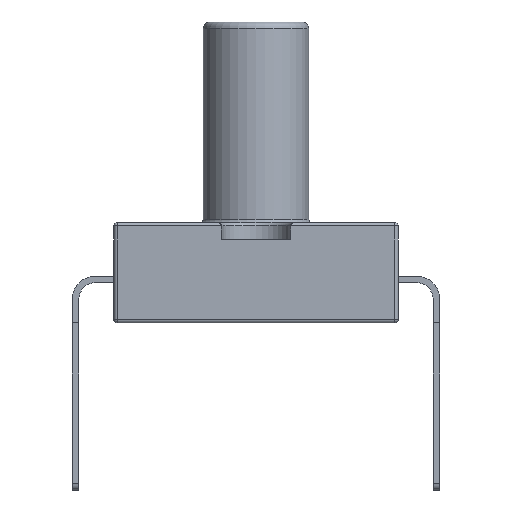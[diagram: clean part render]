
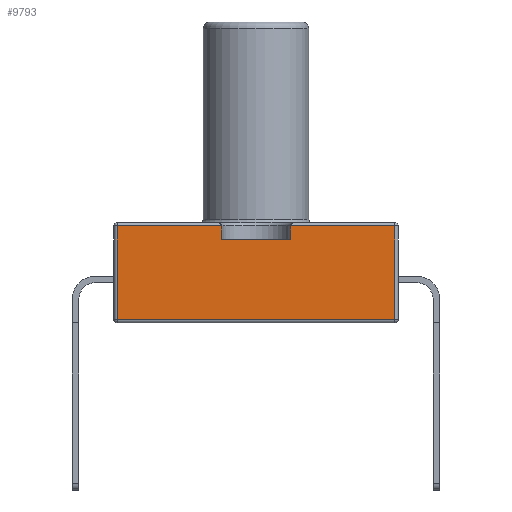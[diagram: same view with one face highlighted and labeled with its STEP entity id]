
A CAD part, left-side view. The second image highlights one B-rep face of the part: STEP entity #9793.
In plain terms, the highlighted planar face has unit normal (-1, 0, 0).
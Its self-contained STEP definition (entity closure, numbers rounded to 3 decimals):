
#9414 = CYLINDRICAL_SURFACE('',#9415,0.1);
#9415 = AXIS2_PLACEMENT_3D('',#9416,#9417,#9418);
#9416 = CARTESIAN_POINT('',(-4.155,3.53,3.
    ));
#9417 = DIRECTION('',(0.,0.,-1.));
#9418 = DIRECTION('',(0.,-1.,-0.));
#9793 = ADVANCED_FACE('',(#9794),#9808,.F.);
#9794 = FACE_BOUND('',#9795,.T.);
#9795 = EDGE_LOOP('',(#9796,#9831,#9859,#9882,#9910,#9938,#9966,#9989));
#9796 = ORIENTED_EDGE('',*,*,#9797,.T.);
#9797 = EDGE_CURVE('',#9798,#9800,#9802,.T.);
#9798 = VERTEX_POINT('',#9799);
#9799 = CARTESIAN_POINT('',(-4.255,0.414,2.5));
#9800 = VERTEX_POINT('',#9801);
#9801 = CARTESIAN_POINT('',(-4.255,0.414,2.9));
#9802 = SURFACE_CURVE('',#9803,(#9807,#9819),.PCURVE_S1.);
#9803 = LINE('',#9804,#9805);
#9804 = CARTESIAN_POINT('',(-4.255,0.414,2.5));
#9805 = VECTOR('',#9806,1.);
#9806 = DIRECTION('',(0.,0.,1.));
#9807 = PCURVE('',#9808,#9813);
#9808 = PLANE('',#9809);
#9809 = AXIS2_PLACEMENT_3D('',#9810,#9811,#9812);
#9810 = CARTESIAN_POINT('',(-4.255,-4.87,3.));
#9811 = DIRECTION('',(1.,0.,0.));
#9812 = DIRECTION('',(0.,0.,-1.));
#9813 = DEFINITIONAL_REPRESENTATION('',(#9814),#9818);
#9814 = LINE('',#9815,#9816);
#9815 = CARTESIAN_POINT('',(0.5,5.284));
#9816 = VECTOR('',#9817,1.);
#9817 = DIRECTION('',(-1.,0.));
#9818 = ( GEOMETRIC_REPRESENTATION_CONTEXT(2) 
PARAMETRIC_REPRESENTATION_CONTEXT() REPRESENTATION_CONTEXT('2D SPACE',''
  ) );
#9819 = PCURVE('',#9820,#9825);
#9820 = CYLINDRICAL_SURFACE('',#9821,1.034);
#9821 = AXIS2_PLACEMENT_3D('',#9822,#9823,#9824);
#9822 = CARTESIAN_POINT('',(-4.255,-0.62,2.5));
#9823 = DIRECTION('',(0.,0.,1.));
#9824 = DIRECTION('',(0.,1.,-0.));
#9825 = DEFINITIONAL_REPRESENTATION('',(#9826),#9830);
#9826 = LINE('',#9827,#9828);
#9827 = CARTESIAN_POINT('',(6.283,0.));
#9828 = VECTOR('',#9829,1.);
#9829 = DIRECTION('',(0.,1.));
#9830 = ( GEOMETRIC_REPRESENTATION_CONTEXT(2) 
PARAMETRIC_REPRESENTATION_CONTEXT() REPRESENTATION_CONTEXT('2D SPACE',''
  ) );
#9831 = ORIENTED_EDGE('',*,*,#9832,.T.);
#9832 = EDGE_CURVE('',#9800,#9833,#9835,.T.);
#9833 = VERTEX_POINT('',#9834);
#9834 = CARTESIAN_POINT('',(-4.255,3.53,2.9));
#9835 = SURFACE_CURVE('',#9836,(#9840,#9847),.PCURVE_S1.);
#9836 = LINE('',#9837,#9838);
#9837 = CARTESIAN_POINT('',(-4.255,3.63,2.9));
#9838 = VECTOR('',#9839,1.);
#9839 = DIRECTION('',(0.,1.,0.));
#9840 = PCURVE('',#9808,#9841);
#9841 = DEFINITIONAL_REPRESENTATION('',(#9842),#9846);
#9842 = LINE('',#9843,#9844);
#9843 = CARTESIAN_POINT('',(0.1,8.5));
#9844 = VECTOR('',#9845,1.);
#9845 = DIRECTION('',(0.,1.));
#9846 = ( GEOMETRIC_REPRESENTATION_CONTEXT(2) 
PARAMETRIC_REPRESENTATION_CONTEXT() REPRESENTATION_CONTEXT('2D SPACE',''
  ) );
#9847 = PCURVE('',#9848,#9853);
#9848 = CYLINDRICAL_SURFACE('',#9849,0.1);
#9849 = AXIS2_PLACEMENT_3D('',#9850,#9851,#9852);
#9850 = CARTESIAN_POINT('',(-4.155,-0.62,
    2.9));
#9851 = DIRECTION('',(0.,1.,0.));
#9852 = DIRECTION('',(0.,0.,-1.));
#9853 = DEFINITIONAL_REPRESENTATION('',(#9854),#9858);
#9854 = LINE('',#9855,#9856);
#9855 = CARTESIAN_POINT('',(1.571,4.25));
#9856 = VECTOR('',#9857,1.);
#9857 = DIRECTION('',(0.,1.));
#9858 = ( GEOMETRIC_REPRESENTATION_CONTEXT(2) 
PARAMETRIC_REPRESENTATION_CONTEXT() REPRESENTATION_CONTEXT('2D SPACE',''
  ) );
#9859 = ORIENTED_EDGE('',*,*,#9860,.T.);
#9860 = EDGE_CURVE('',#9833,#9861,#9863,.T.);
#9861 = VERTEX_POINT('',#9862);
#9862 = CARTESIAN_POINT('',(-4.255,3.53,0.1));
#9863 = SURFACE_CURVE('',#9864,(#9868,#9875),.PCURVE_S1.);
#9864 = LINE('',#9865,#9866);
#9865 = CARTESIAN_POINT('',(-4.255,3.53,3.));
#9866 = VECTOR('',#9867,1.);
#9867 = DIRECTION('',(0.,0.,-1.));
#9868 = PCURVE('',#9808,#9869);
#9869 = DEFINITIONAL_REPRESENTATION('',(#9870),#9874);
#9870 = LINE('',#9871,#9872);
#9871 = CARTESIAN_POINT('',(0.,8.4));
#9872 = VECTOR('',#9873,1.);
#9873 = DIRECTION('',(1.,0.));
#9874 = ( GEOMETRIC_REPRESENTATION_CONTEXT(2) 
PARAMETRIC_REPRESENTATION_CONTEXT() REPRESENTATION_CONTEXT('2D SPACE',''
  ) );
#9875 = PCURVE('',#9414,#9876);
#9876 = DEFINITIONAL_REPRESENTATION('',(#9877),#9881);
#9877 = LINE('',#9878,#9879);
#9878 = CARTESIAN_POINT('',(1.571,0.));
#9879 = VECTOR('',#9880,1.);
#9880 = DIRECTION('',(0.,1.));
#9881 = ( GEOMETRIC_REPRESENTATION_CONTEXT(2) 
PARAMETRIC_REPRESENTATION_CONTEXT() REPRESENTATION_CONTEXT('2D SPACE',''
  ) );
#9882 = ORIENTED_EDGE('',*,*,#9883,.T.);
#9883 = EDGE_CURVE('',#9861,#9884,#9886,.T.);
#9884 = VERTEX_POINT('',#9885);
#9885 = CARTESIAN_POINT('',(-4.255,-4.77,0.1));
#9886 = SURFACE_CURVE('',#9887,(#9891,#9898),.PCURVE_S1.);
#9887 = LINE('',#9888,#9889);
#9888 = CARTESIAN_POINT('',(-4.255,-4.87,0.1));
#9889 = VECTOR('',#9890,1.);
#9890 = DIRECTION('',(0.,-1.,0.));
#9891 = PCURVE('',#9808,#9892);
#9892 = DEFINITIONAL_REPRESENTATION('',(#9893),#9897);
#9893 = LINE('',#9894,#9895);
#9894 = CARTESIAN_POINT('',(2.9,0.));
#9895 = VECTOR('',#9896,1.);
#9896 = DIRECTION('',(-0.,-1.));
#9897 = ( GEOMETRIC_REPRESENTATION_CONTEXT(2) 
PARAMETRIC_REPRESENTATION_CONTEXT() REPRESENTATION_CONTEXT('2D SPACE',''
  ) );
#9898 = PCURVE('',#9899,#9904);
#9899 = CYLINDRICAL_SURFACE('',#9900,0.1);
#9900 = AXIS2_PLACEMENT_3D('',#9901,#9902,#9903);
#9901 = CARTESIAN_POINT('',(-4.155,-4.87,
    0.1));
#9902 = DIRECTION('',(0.,-1.,0.));
#9903 = DIRECTION('',(0.,0.,1.));
#9904 = DEFINITIONAL_REPRESENTATION('',(#9905),#9909);
#9905 = LINE('',#9906,#9907);
#9906 = CARTESIAN_POINT('',(1.571,0.));
#9907 = VECTOR('',#9908,1.);
#9908 = DIRECTION('',(0.,1.));
#9909 = ( GEOMETRIC_REPRESENTATION_CONTEXT(2) 
PARAMETRIC_REPRESENTATION_CONTEXT() REPRESENTATION_CONTEXT('2D SPACE',''
  ) );
#9910 = ORIENTED_EDGE('',*,*,#9911,.T.);
#9911 = EDGE_CURVE('',#9884,#9912,#9914,.T.);
#9912 = VERTEX_POINT('',#9913);
#9913 = CARTESIAN_POINT('',(-4.255,-4.77,2.9));
#9914 = SURFACE_CURVE('',#9915,(#9919,#9926),.PCURVE_S1.);
#9915 = LINE('',#9916,#9917);
#9916 = CARTESIAN_POINT('',(-4.255,-4.77,3.));
#9917 = VECTOR('',#9918,1.);
#9918 = DIRECTION('',(0.,0.,1.));
#9919 = PCURVE('',#9808,#9920);
#9920 = DEFINITIONAL_REPRESENTATION('',(#9921),#9925);
#9921 = LINE('',#9922,#9923);
#9922 = CARTESIAN_POINT('',(0.,0.1));
#9923 = VECTOR('',#9924,1.);
#9924 = DIRECTION('',(-1.,0.));
#9925 = ( GEOMETRIC_REPRESENTATION_CONTEXT(2) 
PARAMETRIC_REPRESENTATION_CONTEXT() REPRESENTATION_CONTEXT('2D SPACE',''
  ) );
#9926 = PCURVE('',#9927,#9932);
#9927 = CYLINDRICAL_SURFACE('',#9928,0.1);
#9928 = AXIS2_PLACEMENT_3D('',#9929,#9930,#9931);
#9929 = CARTESIAN_POINT('',(-4.155,-4.77,
    3.));
#9930 = DIRECTION('',(0.,0.,-1.));
#9931 = DIRECTION('',(0.,-1.,-0.));
#9932 = DEFINITIONAL_REPRESENTATION('',(#9933),#9937);
#9933 = LINE('',#9934,#9935);
#9934 = CARTESIAN_POINT('',(1.571,0.));
#9935 = VECTOR('',#9936,1.);
#9936 = DIRECTION('',(0.,-1.));
#9937 = ( GEOMETRIC_REPRESENTATION_CONTEXT(2) 
PARAMETRIC_REPRESENTATION_CONTEXT() REPRESENTATION_CONTEXT('2D SPACE',''
  ) );
#9938 = ORIENTED_EDGE('',*,*,#9939,.T.);
#9939 = EDGE_CURVE('',#9912,#9940,#9942,.T.);
#9940 = VERTEX_POINT('',#9941);
#9941 = CARTESIAN_POINT('',(-4.255,-1.654,2.9));
#9942 = SURFACE_CURVE('',#9943,(#9947,#9954),.PCURVE_S1.);
#9943 = LINE('',#9944,#9945);
#9944 = CARTESIAN_POINT('',(-4.255,-1.654,2.9));
#9945 = VECTOR('',#9946,1.);
#9946 = DIRECTION('',(0.,1.,0.));
#9947 = PCURVE('',#9808,#9948);
#9948 = DEFINITIONAL_REPRESENTATION('',(#9949),#9953);
#9949 = LINE('',#9950,#9951);
#9950 = CARTESIAN_POINT('',(0.1,3.216));
#9951 = VECTOR('',#9952,1.);
#9952 = DIRECTION('',(0.,1.));
#9953 = ( GEOMETRIC_REPRESENTATION_CONTEXT(2) 
PARAMETRIC_REPRESENTATION_CONTEXT() REPRESENTATION_CONTEXT('2D SPACE',''
  ) );
#9954 = PCURVE('',#9955,#9960);
#9955 = CYLINDRICAL_SURFACE('',#9956,0.1);
#9956 = AXIS2_PLACEMENT_3D('',#9957,#9958,#9959);
#9957 = CARTESIAN_POINT('',(-4.155,-0.62,
    2.9));
#9958 = DIRECTION('',(0.,1.,0.));
#9959 = DIRECTION('',(0.,0.,-1.));
#9960 = DEFINITIONAL_REPRESENTATION('',(#9961),#9965);
#9961 = LINE('',#9962,#9963);
#9962 = CARTESIAN_POINT('',(1.571,-1.034));
#9963 = VECTOR('',#9964,1.);
#9964 = DIRECTION('',(0.,1.));
#9965 = ( GEOMETRIC_REPRESENTATION_CONTEXT(2) 
PARAMETRIC_REPRESENTATION_CONTEXT() REPRESENTATION_CONTEXT('2D SPACE',''
  ) );
#9966 = ORIENTED_EDGE('',*,*,#9967,.T.);
#9967 = EDGE_CURVE('',#9940,#9968,#9970,.T.);
#9968 = VERTEX_POINT('',#9969);
#9969 = CARTESIAN_POINT('',(-4.255,-1.654,2.5));
#9970 = SURFACE_CURVE('',#9971,(#9975,#9982),.PCURVE_S1.);
#9971 = LINE('',#9972,#9973);
#9972 = CARTESIAN_POINT('',(-4.255,-1.654,2.5));
#9973 = VECTOR('',#9974,1.);
#9974 = DIRECTION('',(0.,0.,-1.));
#9975 = PCURVE('',#9808,#9976);
#9976 = DEFINITIONAL_REPRESENTATION('',(#9977),#9981);
#9977 = LINE('',#9978,#9979);
#9978 = CARTESIAN_POINT('',(0.5,3.216));
#9979 = VECTOR('',#9980,1.);
#9980 = DIRECTION('',(1.,0.));
#9981 = ( GEOMETRIC_REPRESENTATION_CONTEXT(2) 
PARAMETRIC_REPRESENTATION_CONTEXT() REPRESENTATION_CONTEXT('2D SPACE',''
  ) );
#9982 = PCURVE('',#9820,#9983);
#9983 = DEFINITIONAL_REPRESENTATION('',(#9984),#9988);
#9984 = LINE('',#9985,#9986);
#9985 = CARTESIAN_POINT('',(3.142,0.));
#9986 = VECTOR('',#9987,1.);
#9987 = DIRECTION('',(0.,-1.));
#9988 = ( GEOMETRIC_REPRESENTATION_CONTEXT(2) 
PARAMETRIC_REPRESENTATION_CONTEXT() REPRESENTATION_CONTEXT('2D SPACE',''
  ) );
#9989 = ORIENTED_EDGE('',*,*,#9990,.F.);
#9990 = EDGE_CURVE('',#9798,#9968,#9991,.T.);
#9991 = SURFACE_CURVE('',#9992,(#9996,#10003),.PCURVE_S1.);
#9992 = LINE('',#9993,#9994);
#9993 = CARTESIAN_POINT('',(-4.255,-4.87,2.5));
#9994 = VECTOR('',#9995,1.);
#9995 = DIRECTION('',(0.,-1.,0.));
#9996 = PCURVE('',#9808,#9997);
#9997 = DEFINITIONAL_REPRESENTATION('',(#9998),#10002);
#9998 = LINE('',#9999,#10000);
#9999 = CARTESIAN_POINT('',(0.5,0.));
#10000 = VECTOR('',#10001,1.);
#10001 = DIRECTION('',(-0.,-1.));
#10002 = ( GEOMETRIC_REPRESENTATION_CONTEXT(2) 
PARAMETRIC_REPRESENTATION_CONTEXT() REPRESENTATION_CONTEXT('2D SPACE',''
  ) );
#10003 = PCURVE('',#10004,#10009);
#10004 = PLANE('',#10005);
#10005 = AXIS2_PLACEMENT_3D('',#10006,#10007,#10008);
#10006 = CARTESIAN_POINT('',(-4.255,-0.62,2.5));
#10007 = DIRECTION('',(0.,0.,1.));
#10008 = DIRECTION('',(0.,1.,-0.));
#10009 = DEFINITIONAL_REPRESENTATION('',(#10010),#10014);
#10010 = LINE('',#10011,#10012);
#10011 = CARTESIAN_POINT('',(-4.25,0.));
#10012 = VECTOR('',#10013,1.);
#10013 = DIRECTION('',(-1.,0.));
#10014 = ( GEOMETRIC_REPRESENTATION_CONTEXT(2) 
PARAMETRIC_REPRESENTATION_CONTEXT() REPRESENTATION_CONTEXT('2D SPACE',''
  ) );
